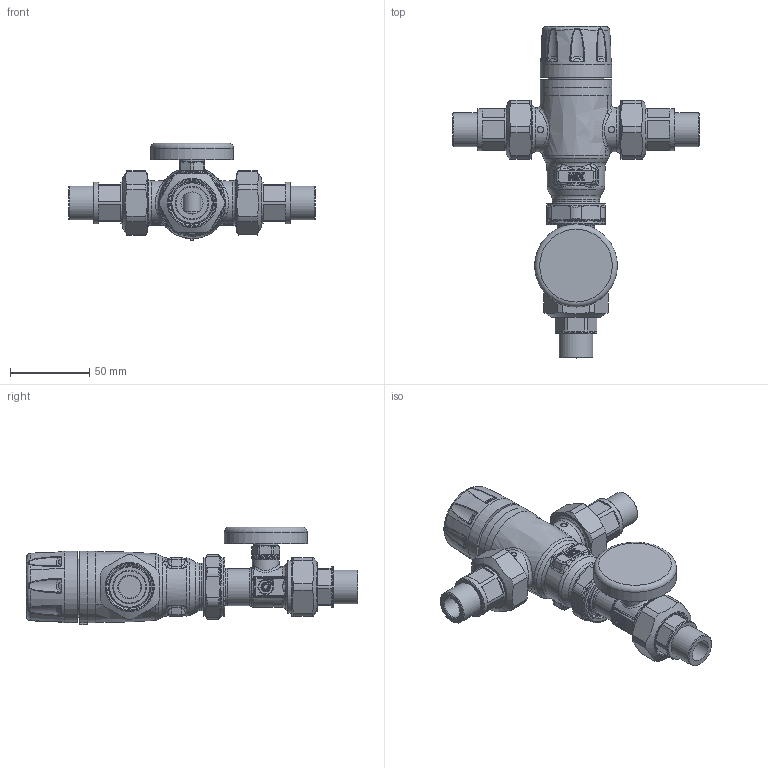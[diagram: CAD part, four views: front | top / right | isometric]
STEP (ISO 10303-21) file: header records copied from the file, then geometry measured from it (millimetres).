
FILE_DESCRIPTION(/* description */ (''),/* implementation_level */ '2;1');
FILE_NAME(/* name */ '521410AC.stp',/* time_stamp */ '2025-06-24T12:53:42-05:00',/* author */ ('ischreiner'),/* organization */ (''),/* preprocessor_version */ 'ST-DEVELOPER v20',/* originating_system */ 'Autodesk Inventor 2024',/* authorisation */ '');
FILE_SCHEMA (('AUTOMOTIVE_DESIGN { 1 0 10303 214 3 1 1 }'));
Products named in the file (10): 521410AC; 521101A; R0014494 TP 0.5 male NPT for check; F0002466 probe asm 1 inch union; F0000603 probe with 1 inch male G thread; F0002386 drywell tin plated; NA11031 Temp Gauge; F0002181 TP 0.5 male NPT; F0000698 1 inch slip nut; F61008 - 1 inch union nut
Assembly tree (13 placements, depth 3):
  521410AC
    521101A
    R0014494 TP 0.5 male NPT for check  x3
    F0002466 probe asm 1 inch union
      F0000603 probe with 1 inch male G thread
      F0002386 drywell tin plated
    NA11031 Temp Gauge
    F0002181 TP 0.5 male NPT
    F0000698 1 inch slip nut
    F61008 - 1 inch union nut  x3
Bounding box: 156 x 209.85 x 61.9 mm (x, y, z)
Volume: 289628.6 mm3; surface area: 84540.3 mm2
Topology: 12 solids, 12 shells, 1873 faces, 4294 edges, 2369 vertices
Faces by surface type: bspline 639, cylinder 557, plane 367, cone 119, sphere 106, torus 85
Full cylindrical faces by diameter (mm): 2 x1, 4 x2, 8 x1, 9 x1, 9.017 x1, 10.008 x1, 11.176 x1, 11.227 x1, 11.43 x1, 11.5 x1, 12.954 x1, 13.5 x1, 13.6 x1, 14 x4, 15.24 x1, 15.875 x1, 17 x1, 18 x1, 19 x1, 20.1 x6, 20.6 x6, 21 x1, 21.3 x4, 22 x4, 23.5 x1, 24 x1, 26.5 x4, 26.924 x3, 27.7 x1, 28 x2
Entity records: 110537 total; most frequent: CARTESIAN_POINT 73250, ORIENTED_EDGE 7724, DIRECTION 7066, EDGE_CURVE 3862, AXIS2_PLACEMENT_3D 2955, VERTEX_POINT 2191, EDGE_LOOP 1819, FACE_OUTER_BOUND 1747
